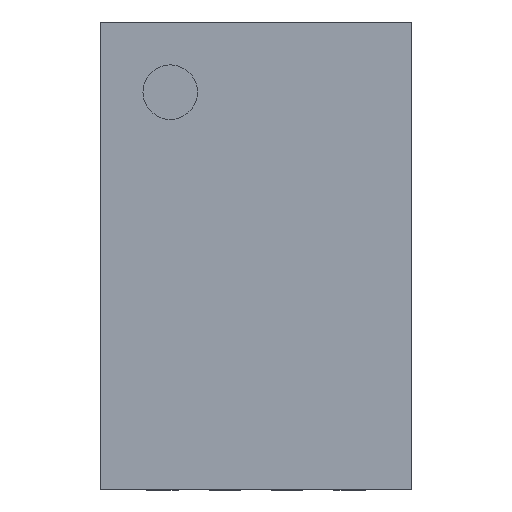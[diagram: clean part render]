
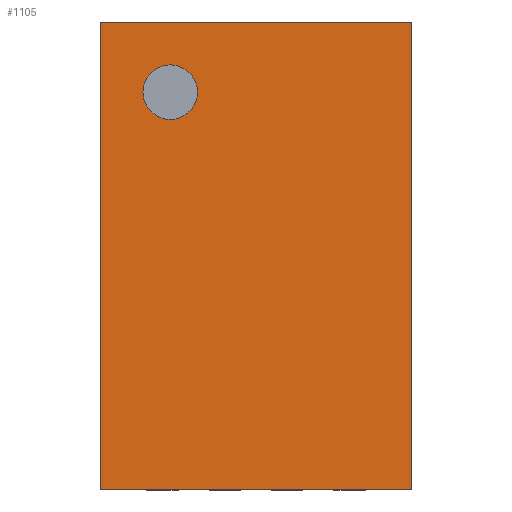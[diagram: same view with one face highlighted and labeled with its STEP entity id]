
A CAD part, top view. The second image highlights one B-rep face of the part: STEP entity #1105.
In plain terms, the highlighted planar face has unit normal (0, 0, 1).
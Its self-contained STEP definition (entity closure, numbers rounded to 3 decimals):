
#58 = EDGE_CURVE ( 'NONE', #152, #5789, #6757, .T. ) ;
#152 = VERTEX_POINT ( 'NONE', #3181 ) ;
#160 = ORIENTED_EDGE ( 'NONE', *, *, #5544, .T. ) ;
#498 = AXIS2_PLACEMENT_3D ( 'NONE', #4658, #4113, #4142 ) ;
#509 = ORIENTED_EDGE ( 'NONE', *, *, #2561, .F. ) ;
#516 = LINE ( 'NONE', #4698, #5499 ) ;
#1074 = CARTESIAN_POINT ( 'NONE',  ( -0.55, 1.05, 0.875 ) ) ;
#1105 = ADVANCED_FACE ( 'NONE', ( #1538, #2549 ), #5728, .F. ) ;
#1304 = EDGE_LOOP ( 'NONE', ( #160, #5888, #6117, #2257 ) ) ;
#1538 = FACE_BOUND ( 'NONE', #5387, .T. ) ;
#2080 = VECTOR ( 'NONE', #2387, 1000. ) ;
#2257 = ORIENTED_EDGE ( 'NONE', *, *, #58, .T. ) ;
#2276 = CARTESIAN_POINT ( 'NONE',  ( -1., -1.5, 0.875 ) ) ;
#2387 = DIRECTION ( 'NONE',  ( 0., -1., 0. ) ) ;
#2426 = AXIS2_PLACEMENT_3D ( 'NONE', #1074, #3157, #4719 ) ;
#2549 = FACE_OUTER_BOUND ( 'NONE', #1304, .T. ) ;
#2561 = EDGE_CURVE ( 'NONE', #6765, #5452, #6369, .T. ) ;
#2599 = CARTESIAN_POINT ( 'NONE',  ( -1., 1.5, 0.875 ) ) ;
#2779 = CARTESIAN_POINT ( 'NONE',  ( -0.375, 1.05, 0.875 ) ) ;
#2992 = DIRECTION ( 'NONE',  ( 0., 0., 1. ) ) ;
#3026 = CARTESIAN_POINT ( 'NONE',  ( -1., -1.5, 0.875 ) ) ;
#3157 = DIRECTION ( 'NONE',  ( 0., 0., 1. ) ) ;
#3181 = CARTESIAN_POINT ( 'NONE',  ( -1., -1.5, 0.875 ) ) ;
#3247 = ORIENTED_EDGE ( 'NONE', *, *, #5361, .F. ) ;
#3371 = CARTESIAN_POINT ( 'NONE',  ( -0.55, 1.05, 0.875 ) ) ;
#3957 = AXIS2_PLACEMENT_3D ( 'NONE', #3371, #2992, #6038 ) ;
#4113 = DIRECTION ( 'NONE',  ( 0., 0., -1. ) ) ;
#4140 = DIRECTION ( 'NONE',  ( 1., 0., 0. ) ) ;
#4142 = DIRECTION ( 'NONE',  ( -1., 0., 0. ) ) ;
#4163 = DIRECTION ( 'NONE',  ( -1., 0., 0. ) ) ;
#4179 = EDGE_CURVE ( 'NONE', #6303, #6595, #6683, .T. ) ;
#4398 = CARTESIAN_POINT ( 'NONE',  ( 1., -1.5, 0.875 ) ) ;
#4460 = LINE ( 'NONE', #2276, #2080 ) ;
#4523 = CARTESIAN_POINT ( 'NONE',  ( 1., 1.5, 0.875 ) ) ;
#4658 = CARTESIAN_POINT ( 'NONE',  ( 0., 0., 0.875 ) ) ;
#4698 = CARTESIAN_POINT ( 'NONE',  ( 1., -1.5, 0.875 ) ) ;
#4719 = DIRECTION ( 'NONE',  ( 1., 0., 0. ) ) ;
#4884 = VECTOR ( 'NONE', #4163, 1000. ) ;
#5095 = DIRECTION ( 'NONE',  ( 0., 1., 0. ) ) ;
#5185 = EDGE_CURVE ( 'NONE', #6595, #152, #4460, .T. ) ;
#5353 = CIRCLE ( 'NONE', #2426, 0.175 ) ;
#5361 = EDGE_CURVE ( 'NONE', #5452, #6765, #5353, .T. ) ;
#5387 = EDGE_LOOP ( 'NONE', ( #3247, #509 ) ) ;
#5452 = VERTEX_POINT ( 'NONE', #2779 ) ;
#5499 = VECTOR ( 'NONE', #5095, 1000. ) ;
#5544 = EDGE_CURVE ( 'NONE', #5789, #6303, #516, .T. ) ;
#5728 = PLANE ( 'NONE',  #498 ) ;
#5789 = VERTEX_POINT ( 'NONE', #4398 ) ;
#5810 = CARTESIAN_POINT ( 'NONE',  ( -1., 1.5, 0.875 ) ) ;
#5888 = ORIENTED_EDGE ( 'NONE', *, *, #4179, .T. ) ;
#6038 = DIRECTION ( 'NONE',  ( 1., 0., 0. ) ) ;
#6117 = ORIENTED_EDGE ( 'NONE', *, *, #5185, .T. ) ;
#6156 = VECTOR ( 'NONE', #4140, 1000. ) ;
#6303 = VERTEX_POINT ( 'NONE', #4523 ) ;
#6369 = CIRCLE ( 'NONE', #3957, 0.175 ) ;
#6595 = VERTEX_POINT ( 'NONE', #5810 ) ;
#6651 = CARTESIAN_POINT ( 'NONE',  ( -0.725, 1.05, 0.875 ) ) ;
#6683 = LINE ( 'NONE', #2599, #4884 ) ;
#6757 = LINE ( 'NONE', #3026, #6156 ) ;
#6765 = VERTEX_POINT ( 'NONE', #6651 ) ;
